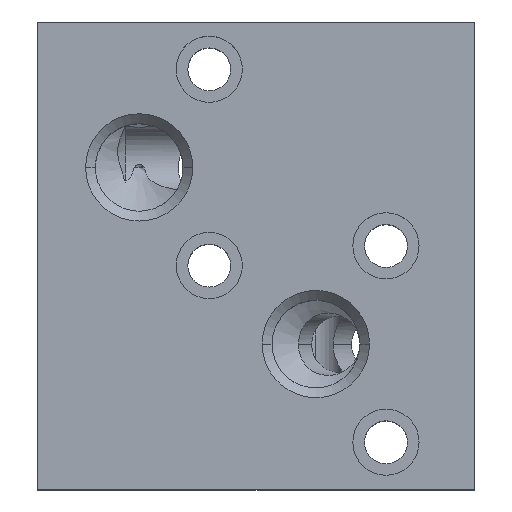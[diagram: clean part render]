
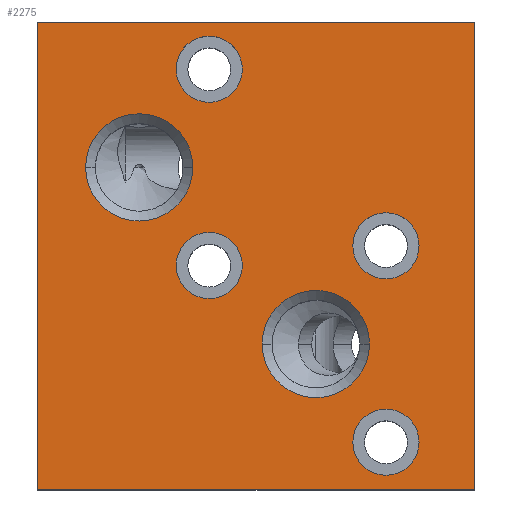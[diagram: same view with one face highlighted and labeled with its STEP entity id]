
A CAD part, top view. The second image highlights one B-rep face of the part: STEP entity #2275.
In plain terms, the highlighted planar face has unit normal (0, 0, 1).
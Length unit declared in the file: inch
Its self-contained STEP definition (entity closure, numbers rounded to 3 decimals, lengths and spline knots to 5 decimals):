
#113=DIRECTION('',(0.,-1.,0.));
#114=VECTOR('',#113,3.75);
#115=CARTESIAN_POINT('',(0.,0.,1.938));
#116=LINE('',#115,#114);
#117=DIRECTION('',(-1.,0.,0.));
#118=VECTOR('',#117,3.5);
#119=CARTESIAN_POINT('',(3.5,0.,1.938));
#120=LINE('',#119,#118);
#121=DIRECTION('',(0.,1.,0.));
#122=VECTOR('',#121,3.75);
#123=CARTESIAN_POINT('',(3.5,-3.75,1.938));
#124=LINE('',#123,#122);
#125=DIRECTION('',(1.,0.,0.));
#126=VECTOR('',#125,3.5);
#127=CARTESIAN_POINT('',(0.,-3.75,1.938));
#128=LINE('',#127,#126);
#129=CARTESIAN_POINT('',(1.375,-0.379,1.938));
#130=DIRECTION('',(0.,0.,-1.));
#131=DIRECTION('',(-1.,0.,0.));
#132=AXIS2_PLACEMENT_3D('',#129,#130,#131);
#134=CARTESIAN_POINT('',(1.375,-0.379,1.938));
#135=DIRECTION('',(0.,0.,-1.));
#136=DIRECTION('',(1.,0.,0.));
#137=AXIS2_PLACEMENT_3D('',#134,#135,#136);
#139=CARTESIAN_POINT('',(1.375,-1.953,1.938));
#140=DIRECTION('',(0.,0.,-1.));
#141=DIRECTION('',(-1.,0.,0.));
#142=AXIS2_PLACEMENT_3D('',#139,#140,#141);
#144=CARTESIAN_POINT('',(1.375,-1.953,1.938));
#145=DIRECTION('',(0.,0.,-1.));
#146=DIRECTION('',(1.,0.,0.));
#147=AXIS2_PLACEMENT_3D('',#144,#145,#146);
#149=CARTESIAN_POINT('',(2.792,-1.795,1.938));
#150=DIRECTION('',(0.,0.,-1.));
#151=DIRECTION('',(-1.,0.,0.));
#152=AXIS2_PLACEMENT_3D('',#149,#150,#151);
#154=CARTESIAN_POINT('',(2.792,-1.795,1.938));
#155=DIRECTION('',(0.,0.,-1.));
#156=DIRECTION('',(1.,0.,0.));
#157=AXIS2_PLACEMENT_3D('',#154,#155,#156);
#159=CARTESIAN_POINT('',(2.792,-3.37,1.938));
#160=DIRECTION('',(0.,0.,-1.));
#161=DIRECTION('',(-1.,0.,0.));
#162=AXIS2_PLACEMENT_3D('',#159,#160,#161);
#164=CARTESIAN_POINT('',(2.792,-3.37,1.938));
#165=DIRECTION('',(0.,0.,-1.));
#166=DIRECTION('',(1.,0.,0.));
#167=AXIS2_PLACEMENT_3D('',#164,#165,#166);
#169=CARTESIAN_POINT('',(0.813,-1.166,1.938));
#170=DIRECTION('',(0.,0.,-1.));
#171=DIRECTION('',(-1.,0.,0.));
#172=AXIS2_PLACEMENT_3D('',#169,#170,#171);
#174=CARTESIAN_POINT('',(0.813,-1.166,1.938));
#175=DIRECTION('',(0.,0.,-1.));
#176=DIRECTION('',(1.,0.,0.));
#177=AXIS2_PLACEMENT_3D('',#174,#175,#176);
#179=CARTESIAN_POINT('',(2.23,-2.583,1.938));
#180=DIRECTION('',(0.,0.,-1.));
#181=DIRECTION('',(-1.,0.,0.));
#182=AXIS2_PLACEMENT_3D('',#179,#180,#181);
#184=CARTESIAN_POINT('',(2.23,-2.583,1.938));
#185=DIRECTION('',(0.,0.,-1.));
#186=DIRECTION('',(1.,0.,0.));
#187=AXIS2_PLACEMENT_3D('',#184,#185,#186);
#1829=CARTESIAN_POINT('',(0.,0.,1.938));
#1830=CARTESIAN_POINT('',(0.,-3.75,1.938));
#1831=VERTEX_POINT('',#1829);
#1832=VERTEX_POINT('',#1830);
#1833=CARTESIAN_POINT('',(3.5,-3.75,1.938));
#1834=VERTEX_POINT('',#1833);
#1835=CARTESIAN_POINT('',(3.5,0.,1.938));
#1836=VERTEX_POINT('',#1835);
#1913=CARTESIAN_POINT('',(1.1095,-0.379,1.938));
#1914=CARTESIAN_POINT('',(1.6405,-0.379,1.938));
#1915=VERTEX_POINT('',#1913);
#1916=VERTEX_POINT('',#1914);
#1933=CARTESIAN_POINT('',(1.1095,-1.953,1.938));
#1934=CARTESIAN_POINT('',(1.6405,-1.953,1.938));
#1935=VERTEX_POINT('',#1933);
#1936=VERTEX_POINT('',#1934);
#1953=CARTESIAN_POINT('',(2.5265,-1.795,1.938));
#1954=CARTESIAN_POINT('',(3.0575,-1.795,1.938));
#1955=VERTEX_POINT('',#1953);
#1956=VERTEX_POINT('',#1954);
#1973=CARTESIAN_POINT('',(2.5265,-3.37,1.938));
#1974=CARTESIAN_POINT('',(3.0575,-3.37,1.938));
#1975=VERTEX_POINT('',#1973);
#1976=VERTEX_POINT('',#1974);
#1993=CARTESIAN_POINT('',(1.243,-1.166,1.938));
#1994=VERTEX_POINT('',#1993);
#1995=CARTESIAN_POINT('',(0.383,-1.166,
1.938));
#1996=VERTEX_POINT('',#1995);
#2005=CARTESIAN_POINT('',(2.66,-2.583,1.938));
#2006=VERTEX_POINT('',#2005);
#2009=CARTESIAN_POINT('',(1.8,-2.583,1.938));
#2010=VERTEX_POINT('',#2009);
#2228=CARTESIAN_POINT('',(0.,0.,1.938));
#2229=DIRECTION('',(0.,0.,1.));
#2230=DIRECTION('',(1.,0.,0.));
#2231=AXIS2_PLACEMENT_3D('',#2228,#2229,#2230);
#2232=PLANE('',#2231);
#2233=ORIENTED_EDGE('',*,*,#2168,.F.);
#2234=ORIENTED_EDGE('',*,*,#2183,.F.);
#2235=ORIENTED_EDGE('',*,*,#2197,.F.);
#2236=ORIENTED_EDGE('',*,*,#2216,.F.);
#2237=EDGE_LOOP('',(#2233,#2234,#2235,#2236));
#2238=FACE_OUTER_BOUND('',#2237,.F.);
#2240=ORIENTED_EDGE('',*,*,#2239,.F.);
#2242=ORIENTED_EDGE('',*,*,#2241,.F.);
#2243=EDGE_LOOP('',(#2240,#2242));
#2244=FACE_BOUND('',#2243,.F.);
#2246=ORIENTED_EDGE('',*,*,#2245,.F.);
#2248=ORIENTED_EDGE('',*,*,#2247,.F.);
#2249=EDGE_LOOP('',(#2246,#2248));
#2250=FACE_BOUND('',#2249,.F.);
#2252=ORIENTED_EDGE('',*,*,#2251,.F.);
#2254=ORIENTED_EDGE('',*,*,#2253,.F.);
#2255=EDGE_LOOP('',(#2252,#2254));
#2256=FACE_BOUND('',#2255,.F.);
#2258=ORIENTED_EDGE('',*,*,#2257,.F.);
#2260=ORIENTED_EDGE('',*,*,#2259,.F.);
#2261=EDGE_LOOP('',(#2258,#2260));
#2262=FACE_BOUND('',#2261,.F.);
#2264=ORIENTED_EDGE('',*,*,#2263,.F.);
#2266=ORIENTED_EDGE('',*,*,#2265,.F.);
#2267=EDGE_LOOP('',(#2264,#2266));
#2268=FACE_BOUND('',#2267,.F.);
#2270=ORIENTED_EDGE('',*,*,#2269,.F.);
#2272=ORIENTED_EDGE('',*,*,#2271,.F.);
#2273=EDGE_LOOP('',(#2270,#2272));
#2274=FACE_BOUND('',#2273,.F.);
#2275=ADVANCED_FACE('',(#2238,#2244,#2250,#2256,#2262,#2268,#2274),#2232,.T.);
#133=CIRCLE('',#132,0.2655);
#138=CIRCLE('',#137,0.2655);
#143=CIRCLE('',#142,0.2655);
#148=CIRCLE('',#147,0.2655);
#153=CIRCLE('',#152,0.2655);
#158=CIRCLE('',#157,0.2655);
#163=CIRCLE('',#162,0.2655);
#168=CIRCLE('',#167,0.2655);
#173=CIRCLE('',#172,0.43);
#178=CIRCLE('',#177,0.43);
#183=CIRCLE('',#182,0.43);
#188=CIRCLE('',#187,0.43);
#2168=EDGE_CURVE('',#1831,#1832,#116,.T.);
#2183=EDGE_CURVE('',#1836,#1831,#120,.T.);
#2197=EDGE_CURVE('',#1834,#1836,#124,.T.);
#2216=EDGE_CURVE('',#1832,#1834,#128,.T.);
#2239=EDGE_CURVE('',#1915,#1916,#133,.T.);
#2241=EDGE_CURVE('',#1916,#1915,#138,.T.);
#2245=EDGE_CURVE('',#1935,#1936,#143,.T.);
#2247=EDGE_CURVE('',#1936,#1935,#148,.T.);
#2251=EDGE_CURVE('',#1955,#1956,#153,.T.);
#2253=EDGE_CURVE('',#1956,#1955,#158,.T.);
#2257=EDGE_CURVE('',#1975,#1976,#163,.T.);
#2259=EDGE_CURVE('',#1976,#1975,#168,.T.);
#2263=EDGE_CURVE('',#1996,#1994,#173,.T.);
#2265=EDGE_CURVE('',#1994,#1996,#178,.T.);
#2269=EDGE_CURVE('',#2010,#2006,#183,.T.);
#2271=EDGE_CURVE('',#2006,#2010,#188,.T.);
